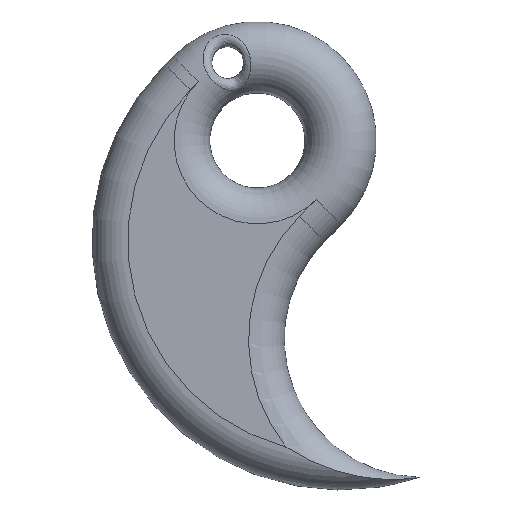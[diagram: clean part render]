
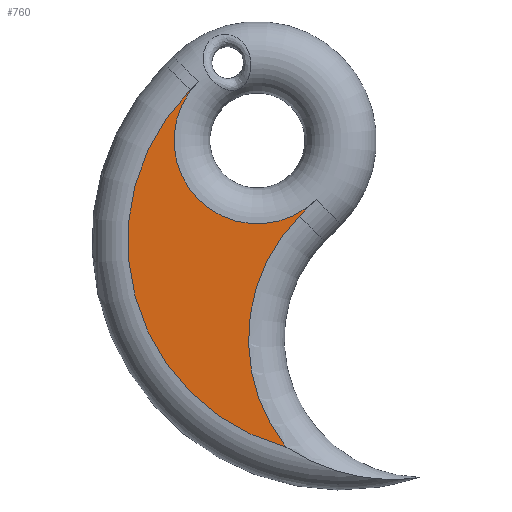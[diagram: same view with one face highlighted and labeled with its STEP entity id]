
A CAD part, left-side view. The second image highlights one B-rep face of the part: STEP entity #760.
In plain terms, the highlighted planar face has unit normal (-1, 0, 0).
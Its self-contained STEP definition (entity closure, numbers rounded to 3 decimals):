
#62=PLANE('',#851);
#88=FACE_OUTER_BOUND('',#141,.T.);
#141=EDGE_LOOP('',(#576,#577,#578,#579,#580,#581));
#189=LINE('',#1525,#224);
#190=LINE('',#1529,#225);
#224=VECTOR('',#1009,15.);
#225=VECTOR('',#1014,15.);
#257=CIRCLE('',#825,5.25);
#261=CIRCLE('',#829,5.25);
#268=CIRCLE('',#841,13.457);
#272=CIRCLE('',#848,10.959);
#323=VERTEX_POINT('',#1464);
#324=VERTEX_POINT('',#1466);
#327=VERTEX_POINT('',#1472);
#336=VERTEX_POINT('',#1501);
#337=VERTEX_POINT('',#1502);
#339=VERTEX_POINT('',#1527);
#398=EDGE_CURVE('',#323,#324,#257,.T.);
#402=EDGE_CURVE('',#327,#323,#261,.T.);
#416=EDGE_CURVE('',#336,#337,#268,.T.);
#421=EDGE_CURVE('',#337,#327,#189,.T.);
#423=EDGE_CURVE('',#324,#339,#190,.T.);
#424=EDGE_CURVE('',#339,#336,#272,.T.);
#576=ORIENTED_EDGE('',*,*,#423,.F.);
#577=ORIENTED_EDGE('',*,*,#398,.F.);
#578=ORIENTED_EDGE('',*,*,#402,.F.);
#579=ORIENTED_EDGE('',*,*,#421,.F.);
#580=ORIENTED_EDGE('',*,*,#416,.F.);
#581=ORIENTED_EDGE('',*,*,#424,.F.);
#760=ADVANCED_FACE('',(#88),#62,.F.);
#825=AXIS2_PLACEMENT_3D('',#1467,#961,#962);
#829=AXIS2_PLACEMENT_3D('',#1474,#969,#970);
#841=AXIS2_PLACEMENT_3D('',#1503,#1000,#1001);
#848=AXIS2_PLACEMENT_3D('',#1531,#1017,#1018);
#851=AXIS2_PLACEMENT_3D('',#1536,#1025,#1026);
#961=DIRECTION('center_axis',(-1.,0.,0.));
#962=DIRECTION('ref_axis',(0.,-0.707,-0.707));
#969=DIRECTION('center_axis',(-1.,0.,0.));
#970=DIRECTION('ref_axis',(0.,-0.707,-0.707));
#1000=DIRECTION('center_axis',(1.,0.,0.));
#1001=DIRECTION('ref_axis',(0.,0.851,-0.525));
#1009=DIRECTION('',(0.,-0.707,0.707));
#1014=DIRECTION('',(0.,0.707,-0.707));
#1017=DIRECTION('center_axis',(-1.,0.,0.));
#1018=DIRECTION('ref_axis',(0.,0.928,-0.373));
#1025=DIRECTION('center_axis',(1.,0.,0.));
#1026=DIRECTION('ref_axis',(0.,-0.707,-0.707));
#1464=CARTESIAN_POINT('',(-0.75,16.752,18.238));
#1466=CARTESIAN_POINT('',(-0.75,9.327,18.238));
#1467=CARTESIAN_POINT('Origin',(-0.75,13.039,21.95));
#1472=CARTESIAN_POINT('',(-0.75,16.752,25.663));
#1474=CARTESIAN_POINT('Origin',(-0.75,13.039,21.95));
#1501=CARTESIAN_POINT('',(-0.75,11.237,2.633));
#1502=CARTESIAN_POINT('',(-0.75,17.267,25.147));
#1503=CARTESIAN_POINT('Origin',(-0.75,7.751,15.631));
#1525=CARTESIAN_POINT('',(-0.75,18.589,23.825));
#1527=CARTESIAN_POINT('',(-0.75,10.388,17.177));
#1529=CARTESIAN_POINT('',(-0.75,10.907,16.658));
#1531=CARTESIAN_POINT('Origin',(-0.75,2.638,9.428));
#1536=CARTESIAN_POINT('Origin',(-0.75,10.986,13.578));
